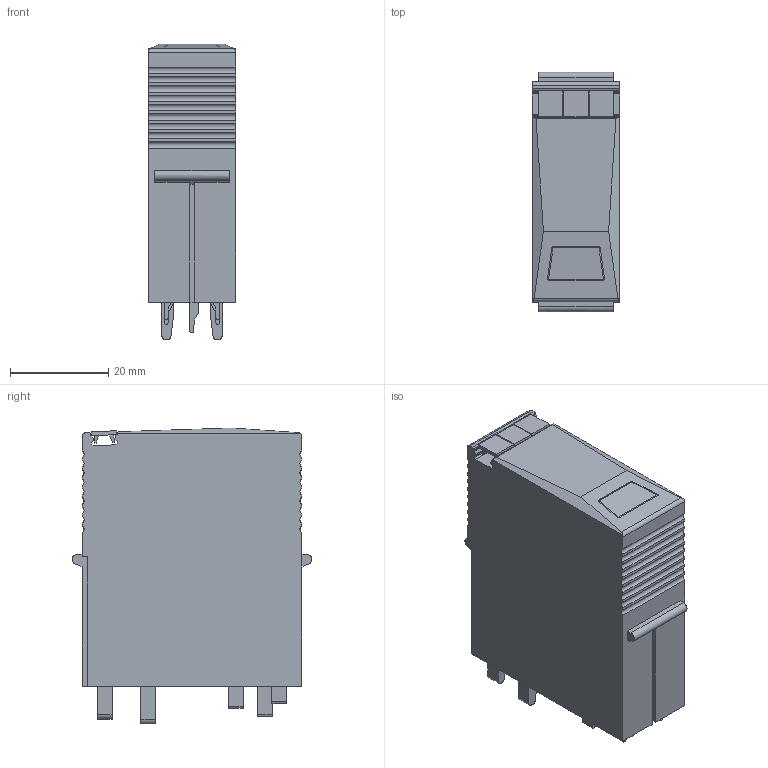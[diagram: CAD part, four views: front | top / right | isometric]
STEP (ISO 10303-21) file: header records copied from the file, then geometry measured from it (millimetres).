
FILE_DESCRIPTION(('CATIA V5 STEP Exchange','CAx-IF Rec.Pracs.--- Model Styling and Organization---1.4--- 2014-01-23'),'2;1');
FILE_NAME ('9820348_4', '2021-12-08T10:53:00+00:00', ('none'), ('Weidmueller'), 'CATIA Version 5-6 Release 2016 SP3 HF44', 'CATIA V5 STEP AP214', 'none');
FILE_SCHEMA(('AUTOMOTIVE_DESIGN { 1 0 10303 214 1 1 1 1 }'));
Length unit declared in the file: millimetre
Products named in the file (1): S3D_VSPC_MOV_2CH_230V_R
Bounding box: 17.75 x 48.7 x 60.16 mm (x, y, z)
Volume: 39253.2 mm3; surface area: 16175.6 mm2
Topology: 13 solids, 13 shells, 344 faces, 961 edges, 661 vertices
Faces by surface type: plane 285, cylinder 53, torus 4, extrusion 2
Entity records: 11044 total; most frequent: CARTESIAN_POINT 2024, ORIENTED_EDGE 1922, DIRECTION 1492, EDGE_CURVE 961, VECTOR 762, LINE 760, VERTEX_POINT 661, AXIS2_PLACEMENT_3D 455
